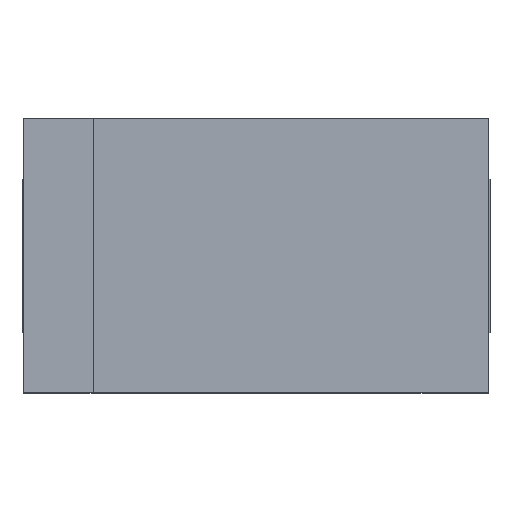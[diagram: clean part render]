
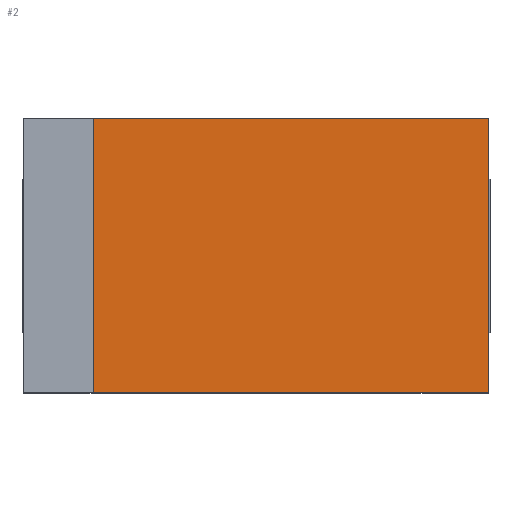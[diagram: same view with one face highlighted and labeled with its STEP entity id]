
A CAD part, top view. The second image highlights one B-rep face of the part: STEP entity #2.
In plain terms, the highlighted planar face has unit normal (0, 0, 1).
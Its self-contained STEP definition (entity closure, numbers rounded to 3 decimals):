
#2 = ADVANCED_FACE ( 'NONE', ( #163 ), #1357, .T. ) ;
#85 = EDGE_LOOP ( 'NONE', ( #1205, #1206, #1207, #1208 ) ) ;
#129 = VERTEX_POINT ( 'NONE', #732 ) ;
#135 = VERTEX_POINT ( 'NONE', #738 ) ;
#140 = VERTEX_POINT ( 'NONE', #743 ) ;
#146 = VERTEX_POINT ( 'NONE', #749 ) ;
#163 = FACE_OUTER_BOUND ( 'NONE', #85, .T. ) ;
#219 = EDGE_CURVE ( 'NONE', #129, #135, #827, .T. ) ;
#222 = EDGE_CURVE ( 'NONE', #140, #129, #839, .T. ) ;
#233 = EDGE_CURVE ( 'NONE', #135, #146, #861, .T. ) ;
#234 = EDGE_CURVE ( 'NONE', #140, #146, #863, .T. ) ;
#272 = AXIS2_PLACEMENT_3D ( 'NONE', #1375, #1376, #1377 ) ;
#732 = CARTESIAN_POINT ( 'NONE',  ( 3.65, -2.15, 2.9 ) ) ;
#738 = CARTESIAN_POINT ( 'NONE',  ( 3.65, 2.15, 2.9 ) ) ;
#743 = CARTESIAN_POINT ( 'NONE',  ( -2.55, -2.15, 2.9 ) ) ;
#749 = CARTESIAN_POINT ( 'NONE',  ( -2.55, 2.15, 2.9 ) ) ;
#768 = CARTESIAN_POINT ( 'NONE',  ( 3.65, -2.15, 2.9 ) ) ;
#773 = DIRECTION ( 'NONE',  ( 0., 1., 0. ) ) ;
#778 = CARTESIAN_POINT ( 'NONE',  ( 3.65, -2.15, 2.9 ) ) ;
#779 = DIRECTION ( 'NONE',  ( 1., 0., 0. ) ) ;
#799 = CARTESIAN_POINT ( 'NONE',  ( 3.65, 2.15, 2.9 ) ) ;
#800 = DIRECTION ( 'NONE',  ( -1., 0., 0. ) ) ;
#801 = CARTESIAN_POINT ( 'NONE',  ( -2.55, 2.15, 2.9 ) ) ;
#802 = DIRECTION ( 'NONE',  ( 0., 1., 0. ) ) ;
#827 = LINE ( 'NONE', #768, #836 ) ;
#836 = VECTOR ( 'NONE', #773, 1000. ) ;
#839 = LINE ( 'NONE', #778, #842 ) ;
#842 = VECTOR ( 'NONE', #779, 1000. ) ;
#861 = LINE ( 'NONE', #799, #864 ) ;
#863 = LINE ( 'NONE', #801, #866 ) ;
#864 = VECTOR ( 'NONE', #800, 1000. ) ;
#866 = VECTOR ( 'NONE', #802, 1000. ) ;
#1205 = ORIENTED_EDGE ( 'NONE', *, *, #234, .F. ) ;
#1206 = ORIENTED_EDGE ( 'NONE', *, *, #222, .T. ) ;
#1207 = ORIENTED_EDGE ( 'NONE', *, *, #219, .T. ) ;
#1208 = ORIENTED_EDGE ( 'NONE', *, *, #233, .T. ) ;
#1357 = PLANE ( 'NONE',  #272 ) ;
#1375 = CARTESIAN_POINT ( 'NONE',  ( 0., 0., 2.9 ) ) ;
#1376 = DIRECTION ( 'NONE',  ( 0., 0., 1. ) ) ;
#1377 = DIRECTION ( 'NONE',  ( 1., 0., 0. ) ) ;
